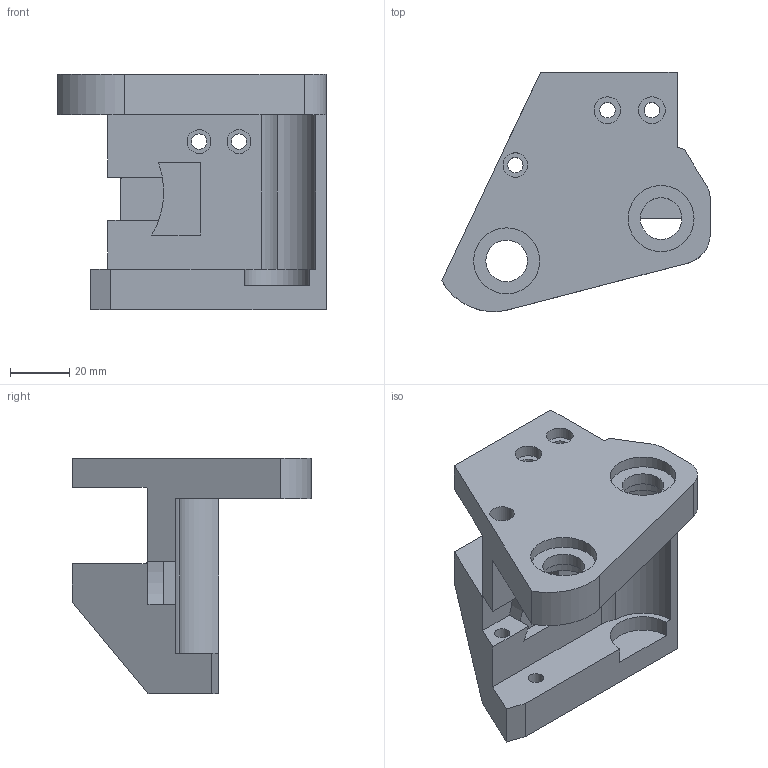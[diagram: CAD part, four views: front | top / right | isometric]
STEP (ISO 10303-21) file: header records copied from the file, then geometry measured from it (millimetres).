
FILE_DESCRIPTION(/* description */ (''),/* implementation_level */ '2;1');
FILE_NAME(/* name */ 'swingarmBaseV5.stp',/* time_stamp */ '2025-01-10T16:56:03-05:00',/* author */ ('derm'),/* organization */ (''),/* preprocessor_version */ 'ST-DEVELOPER v20',/* originating_system */ 'Autodesk Inventor 2025',/* authorisation */ '');
FILE_SCHEMA (('AUTOMOTIVE_DESIGN { 1 0 10303 214 3 1 1 }'));
Length unit declared in the file: millimetre
Products named in the file (1): swingarmBaseV5
Bounding box: 90.28 x 80.39 x 79.27 mm (x, y, z)
Volume: 133103.1 mm3; surface area: 34679.4 mm2
Topology: 1 solids, 1 shells, 78 faces, 191 edges, 128 vertices
Faces by surface type: plane 42, cylinder 36
Full cylindrical faces by diameter (mm): 5.2 x9, 8 x2, 8.2 x2, 9 x4, 14 x2, 22 x1, 22.2 x3
Entity records: 2435 total; most frequent: CARTESIAN_POINT 424, DIRECTION 421, ORIENTED_EDGE 382, EDGE_CURVE 191, AXIS2_PLACEMENT_3D 153, VERTEX_POINT 126, LINE 115, VECTOR 115
